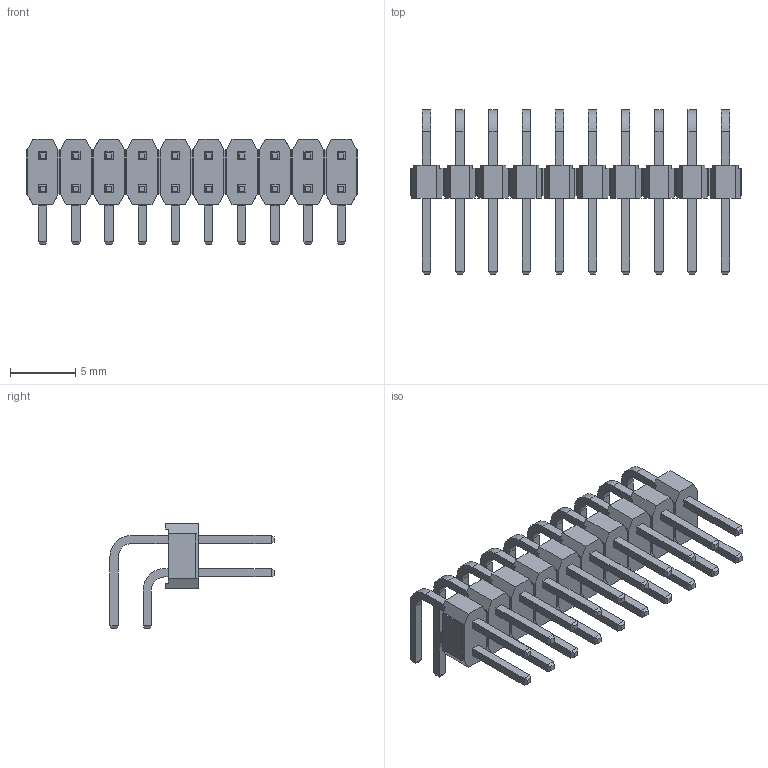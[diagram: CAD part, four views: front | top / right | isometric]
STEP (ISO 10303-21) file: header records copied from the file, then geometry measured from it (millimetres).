
FILE_DESCRIPTION(/* description */ (''),/* implementation_level */ '2;1');
FILE_NAME(/* name */ 'M20-7831042.step',/* time_stamp */ '2022-09-20T17:42:31+01:00',/* author */ (''),/* organization */ (''),/* preprocessor_version */ 'ST-DEVELOPER v19',/* originating_system */ 'Autodesk Translation Framework v11.7.0.108',/* authorisation */ '');
FILE_SCHEMA (('AUTOMOTIVE_DESIGN { 1 0 10303 214 3 1 1 }'));
Length unit declared in the file: millimetre
Products named in the file (2): m20-9740346_asm; M20-97403_MOULD
Assembly tree (1 placements, depth 2):
  m20-9740346_asm
    M20-97403_MOULD
Bounding box: 25.4 x 12.56 x 8.04 mm (x, y, z)
Volume: 381.1 mm3; surface area: 1258.9 mm2
Topology: 10 solids, 10 shells, 660 faces, 1600 edges, 1000 vertices
Faces by surface type: plane 620, cylinder 40
Entity records: 19189 total; most frequent: CARTESIAN_POINT 3263, ORIENTED_EDGE 3200, DIRECTION 3006, EDGE_CURVE 1600, LINE 1520, VECTOR 1520, VERTEX_POINT 1000, AXIS2_PLACEMENT_3D 743
